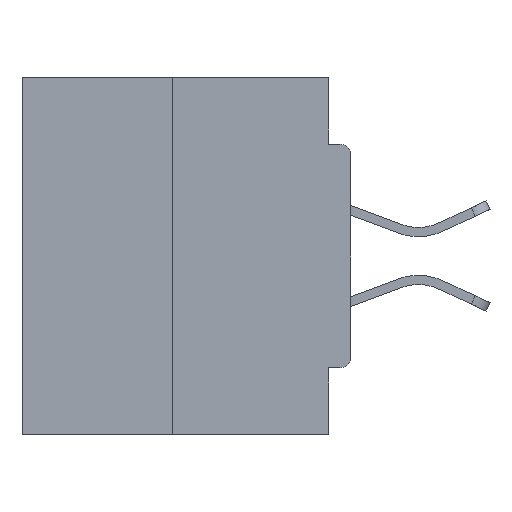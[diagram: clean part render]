
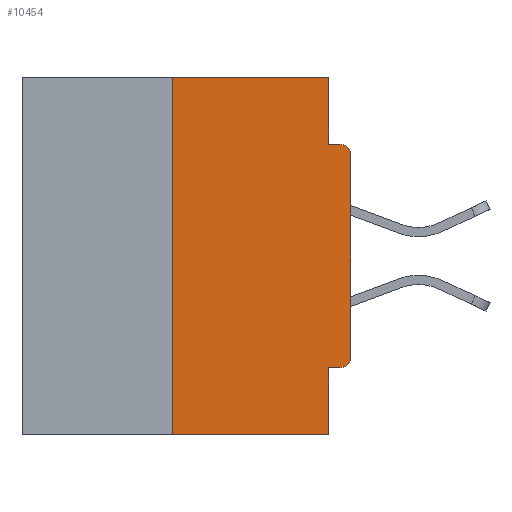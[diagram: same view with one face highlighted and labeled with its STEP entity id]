
A CAD part, left-side view. The second image highlights one B-rep face of the part: STEP entity #10454.
In plain terms, the highlighted planar face has unit normal (-1, 0, 0).
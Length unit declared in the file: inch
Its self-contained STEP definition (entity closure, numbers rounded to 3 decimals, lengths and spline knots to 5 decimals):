
#76 = AXIS2_PLACEMENT_3D ( 'NONE', #33111, #22626, #20231 ) ;
#536 = CARTESIAN_POINT ( 'NONE',  ( 0., 0.25, 0. ) ) ;
#1765 = DIRECTION ( 'NONE',  ( 0., 0., 1. ) ) ;
#2088 = DIRECTION ( 'NONE',  ( 0., 0., -1. ) ) ;
#2282 = VECTOR ( 'NONE', #29981, 39.37008 ) ;
#2683 = LINE ( 'NONE', #12890, #23488 ) ;
#3038 = CARTESIAN_POINT ( 'NONE',  ( 0., 0.015, -0.4065 ) ) ;
#3117 = VECTOR ( 'NONE', #1765, 39.37008 ) ;
#3330 = ORIENTED_EDGE ( 'NONE', *, *, #25371, .F. ) ;
#3344 = EDGE_CURVE ( 'NONE', #29101, #25674, #30059, .T. ) ;
#4017 = VERTEX_POINT ( 'NONE', #32740 ) ;
#4449 = ORIENTED_EDGE ( 'NONE', *, *, #9745, .T. ) ;
#4629 = EDGE_CURVE ( 'NONE', #24462, #19535, #7445, .T. ) ;
#5336 = CARTESIAN_POINT ( 'NONE',  ( 0., 0.25, -0.5 ) ) ;
#5736 = CARTESIAN_POINT ( 'NONE',  ( 0., 0.015, -0.0935 ) ) ;
#5844 = EDGE_CURVE ( 'NONE', #23192, #29101, #6570, .T. ) ;
#5965 = ORIENTED_EDGE ( 'NONE', *, *, #14221, .F. ) ;
#6207 = ORIENTED_EDGE ( 'NONE', *, *, #30992, .F. ) ;
#6557 = EDGE_LOOP ( 'NONE', ( #6207, #9096, #4449, #5965, #3330, #27604, #26679, #14171, #19689, #11969 ) ) ;
#6570 = LINE ( 'NONE', #15524, #2282 ) ;
#6801 = DIRECTION ( 'NONE',  ( -1., 0., 0. ) ) ;
#7177 = DIRECTION ( 'NONE',  ( 0., 0., -1. ) ) ;
#7445 = LINE ( 'NONE', #24709, #3117 ) ;
#7917 = DIRECTION ( 'NONE',  ( 0., -1., 0. ) ) ;
#8125 = AXIS2_PLACEMENT_3D ( 'NONE', #16963, #6801, #2088 ) ;
#9096 = ORIENTED_EDGE ( 'NONE', *, *, #4629, .F. ) ;
#9745 = EDGE_CURVE ( 'NONE', #24462, #4017, #2683, .T. ) ;
#10124 = VERTEX_POINT ( 'NONE', #26691 ) ;
#10454 = ADVANCED_FACE ( 'NONE', ( #33110 ), #14529, .F. ) ;
#10813 = LINE ( 'NONE', #26044, #22064 ) ;
#11967 = DIRECTION ( 'NONE',  ( 0., 0., -1. ) ) ;
#11969 = ORIENTED_EDGE ( 'NONE', *, *, #18625, .F. ) ;
#12890 = CARTESIAN_POINT ( 'NONE',  ( 0., 0.46, -0.5 ) ) ;
#13721 = LINE ( 'NONE', #30694, #14516 ) ;
#14171 = ORIENTED_EDGE ( 'NONE', *, *, #3344, .T. ) ;
#14199 = CARTESIAN_POINT ( 'NONE',  ( 0., 0.46, 0. ) ) ;
#14221 = EDGE_CURVE ( 'NONE', #30150, #4017, #14908, .T. ) ;
#14516 = VECTOR ( 'NONE', #22707, 39.37008 ) ;
#14529 = PLANE ( 'NONE',  #15738 ) ;
#14848 = CARTESIAN_POINT ( 'NONE',  ( 0., 0.031, -0.5 ) ) ;
#14908 = LINE ( 'NONE', #14848, #29048 ) ;
#15041 = LINE ( 'NONE', #24612, #20717 ) ;
#15524 = CARTESIAN_POINT ( 'NONE',  ( 0., 0., 0. ) ) ;
#15692 = CARTESIAN_POINT ( 'NONE',  ( 0., 0., -0.1085 ) ) ;
#15695 = DIRECTION ( 'NONE',  ( 0., -1., 0. ) ) ;
#15738 = AXIS2_PLACEMENT_3D ( 'NONE', #14199, #22565, #7177 ) ;
#16963 = CARTESIAN_POINT ( 'NONE',  ( 0., 0.015, -0.1085 ) ) ;
#17708 = VERTEX_POINT ( 'NONE', #3038 ) ;
#18625 = EDGE_CURVE ( 'NONE', #24434, #10124, #15041, .T. ) ;
#19535 = VERTEX_POINT ( 'NONE', #536 ) ;
#19689 = ORIENTED_EDGE ( 'NONE', *, *, #23509, .F. ) ;
#20231 = DIRECTION ( 'NONE',  ( 0., 0., -1. ) ) ;
#20684 = CARTESIAN_POINT ( 'NONE',  ( 0., 0.031, 0. ) ) ;
#20717 = VECTOR ( 'NONE', #11967, 39.37008 ) ;
#21176 = VECTOR ( 'NONE', #32635, 39.37008 ) ;
#21978 = CARTESIAN_POINT ( 'NONE',  ( 0., 0., -0.3915 ) ) ;
#22064 = VECTOR ( 'NONE', #7917, 39.37008 ) ;
#22428 = DIRECTION ( 'NONE',  ( 0., 0., -1. ) ) ;
#22565 = DIRECTION ( 'NONE',  ( 1., 0., 0. ) ) ;
#22626 = DIRECTION ( 'NONE',  ( -1., 0., 0. ) ) ;
#22707 = DIRECTION ( 'NONE',  ( 0., -1., 0. ) ) ;
#23192 = VERTEX_POINT ( 'NONE', #21978 ) ;
#23488 = VECTOR ( 'NONE', #15695, 39.37008 ) ;
#23509 = EDGE_CURVE ( 'NONE', #10124, #25674, #10813, .T. ) ;
#23997 = LINE ( 'NONE', #24859, #21176 ) ;
#24372 = EDGE_CURVE ( 'NONE', #17708, #23192, #28534, .T. ) ;
#24434 = VERTEX_POINT ( 'NONE', #20684 ) ;
#24462 = VERTEX_POINT ( 'NONE', #5336 ) ;
#24612 = CARTESIAN_POINT ( 'NONE',  ( 0., 0.031, 0. ) ) ;
#24709 = CARTESIAN_POINT ( 'NONE',  ( 0., 0.25, 0. ) ) ;
#24859 = CARTESIAN_POINT ( 'NONE',  ( 0., 0., -0.4065 ) ) ;
#25371 = EDGE_CURVE ( 'NONE', #17708, #30150, #23997, .T. ) ;
#25674 = VERTEX_POINT ( 'NONE', #5736 ) ;
#26044 = CARTESIAN_POINT ( 'NONE',  ( 0., 0., -0.0935 ) ) ;
#26679 = ORIENTED_EDGE ( 'NONE', *, *, #5844, .T. ) ;
#26691 = CARTESIAN_POINT ( 'NONE',  ( 0., 0.031, -0.0935 ) ) ;
#27604 = ORIENTED_EDGE ( 'NONE', *, *, #24372, .T. ) ;
#28534 = CIRCLE ( 'NONE', #76, 0.015 ) ;
#29048 = VECTOR ( 'NONE', #22428, 39.37008 ) ;
#29101 = VERTEX_POINT ( 'NONE', #15692 ) ;
#29981 = DIRECTION ( 'NONE',  ( 0., 0., 1. ) ) ;
#30059 = CIRCLE ( 'NONE', #8125, 0.015 ) ;
#30150 = VERTEX_POINT ( 'NONE', #31986 ) ;
#30694 = CARTESIAN_POINT ( 'NONE',  ( 0., 0.46, 0. ) ) ;
#30992 = EDGE_CURVE ( 'NONE', #19535, #24434, #13721, .T. ) ;
#31986 = CARTESIAN_POINT ( 'NONE',  ( 0., 0.031, -0.4065 ) ) ;
#32635 = DIRECTION ( 'NONE',  ( 0., 1., 0. ) ) ;
#32740 = CARTESIAN_POINT ( 'NONE',  ( 0., 0.031, -0.5 ) ) ;
#33110 = FACE_OUTER_BOUND ( 'NONE', #6557, .T. ) ;
#33111 = CARTESIAN_POINT ( 'NONE',  ( 0., 0.015, -0.3915 ) ) ;
